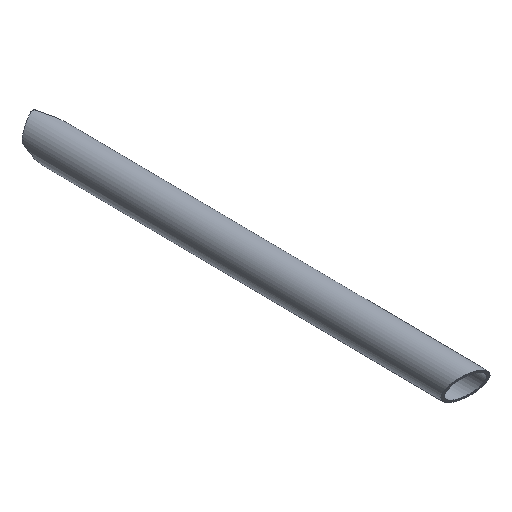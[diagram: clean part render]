
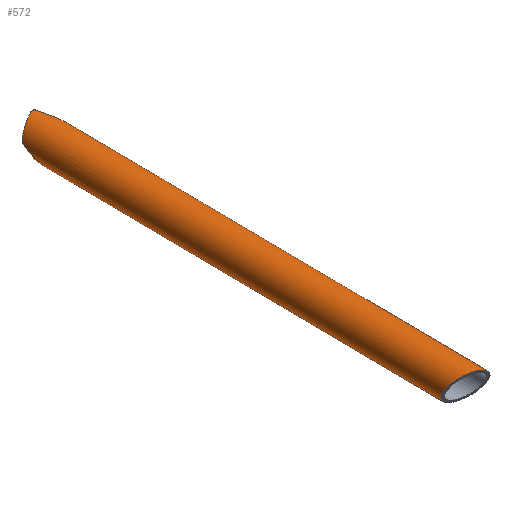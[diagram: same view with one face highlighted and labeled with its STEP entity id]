
A CAD part, top view. The second image highlights one B-rep face of the part: STEP entity #572.
In plain terms, the highlighted cylindrical face has radius 10 mm (diameter 20 mm), a partial arc.
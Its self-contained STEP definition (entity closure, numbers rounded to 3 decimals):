
#58=CARTESIAN_POINT('Control Point',(-2096.059,205.979,283.915)) ;
#59=CARTESIAN_POINT('Control Point',(-2096.342,206.146,284.565)) ;
#60=CARTESIAN_POINT('Control Point',(-2096.686,206.277,285.198)) ;
#61=CARTESIAN_POINT('Control Point',(-2097.09,206.366,285.805)) ;
#62=CARTESIAN_POINT('Control Point',(-2098.,206.457,286.929)) ;
#63=CARTESIAN_POINT('Control Point',(-2099.097,206.375,287.874)) ;
#64=CARTESIAN_POINT('Control Point',(-2099.677,206.292,288.288)) ;
#65=CARTESIAN_POINT('Control Point',(-2100.762,206.074,288.927)) ;
#66=CARTESIAN_POINT('Control Point',(-2101.906,205.742,289.381)) ;
#67=CARTESIAN_POINT('Control Point',(-2102.416,205.576,289.544)) ;
#68=CARTESIAN_POINT('Control Point',(-2103.482,205.194,289.81)) ;
#69=CARTESIAN_POINT('Control Point',(-2104.549,204.743,289.926)) ;
#70=CARTESIAN_POINT('Control Point',(-2105.099,204.492,289.947)) ;
#71=CARTESIAN_POINT('Control Point',(-2106.551,203.785,289.906)) ;
#72=CARTESIAN_POINT('Control Point',(-2107.935,202.993,289.613)) ;
#73=CARTESIAN_POINT('Control Point',(-2108.764,202.474,289.34)) ;
#74=CARTESIAN_POINT('Control Point',(-2110.692,201.157,288.468)) ;
#75=CARTESIAN_POINT('Control Point',(-2112.309,199.778,287.147)) ;
#76=CARTESIAN_POINT('Control Point',(-2113.141,198.956,286.225)) ;
#77=CARTESIAN_POINT('Control Point',(-2114.26,197.639,284.527)) ;
#78=CARTESIAN_POINT('Control Point',(-2114.926,196.413,282.562)) ;
#79=CARTESIAN_POINT('Control Point',(-2115.11,195.958,281.768)) ;
#80=CARTESIAN_POINT('Control Point',(-2115.282,195.237,280.39)) ;
#81=CARTESIAN_POINT('Control Point',(-2115.208,194.612,278.964)) ;
#82=CARTESIAN_POINT('Control Point',(-2115.136,194.377,278.385)) ;
#83=CARTESIAN_POINT('Control Point',(-2114.967,194.066,277.541)) ;
#84=CARTESIAN_POINT('Control Point',(-2114.703,193.805,276.708)) ;
#85=CARTESIAN_POINT('Control Point',(-2114.611,193.728,276.448)) ;
#86=CARTESIAN_POINT('Control Point',(-2114.51,193.657,276.191)) ;
#87=CARTESIAN_POINT('Control Point',(-2114.399,193.591,275.937)) ;
#88=CARTESIAN_POINT('Vertex',(-2096.059,205.979,283.915)) ;
#90=CARTESIAN_POINT('Vertex',(-2114.399,193.591,275.937)) ;
#208=CARTESIAN_POINT('Vertex',(-2282.173,312.117,113.384)) ;
#210=CARTESIAN_POINT('Vertex',(-2280.479,312.879,112.114)) ;
#213=CARTESIAN_POINT('Axis2P3D Location',(-2281.345,303.987,107.621)) ;
#290=CARTESIAN_POINT('Vertex',(-2285.85,299.588,116.622)) ;
#294=CARTESIAN_POINT('Control Point',(-2282.173,312.117,113.384)) ;
#295=CARTESIAN_POINT('Control Point',(-2282.166,311.99,113.565)) ;
#296=CARTESIAN_POINT('Control Point',(-2282.203,311.856,113.743)) ;
#297=CARTESIAN_POINT('Control Point',(-2282.256,311.72,113.915)) ;
#298=CARTESIAN_POINT('Control Point',(-2282.367,311.471,114.212)) ;
#299=CARTESIAN_POINT('Control Point',(-2282.498,311.212,114.493)) ;
#300=CARTESIAN_POINT('Control Point',(-2282.559,311.093,114.617)) ;
#301=CARTESIAN_POINT('Control Point',(-2282.716,310.791,114.918)) ;
#302=CARTESIAN_POINT('Control Point',(-2282.878,310.474,115.201)) ;
#303=CARTESIAN_POINT('Control Point',(-2282.977,310.28,115.365)) ;
#304=CARTESIAN_POINT('Control Point',(-2283.223,309.781,115.758)) ;
#305=CARTESIAN_POINT('Control Point',(-2283.469,309.251,116.11)) ;
#306=CARTESIAN_POINT('Control Point',(-2283.615,308.923,116.306)) ;
#307=CARTESIAN_POINT('Control Point',(-2284.4,307.065,117.302)) ;
#308=CARTESIAN_POINT('Control Point',(-2285.086,304.934,117.81)) ;
#309=CARTESIAN_POINT('Control Point',(-2285.522,303.074,117.84)) ;
#310=CARTESIAN_POINT('Control Point',(-2285.781,301.242,117.423)) ;
#311=CARTESIAN_POINT('Control Point',(-2285.85,299.588,116.622)) ;
#314=CARTESIAN_POINT('Control Point',(-2280.479,312.879,112.114)) ;
#315=CARTESIAN_POINT('Control Point',(-2280.482,312.829,112.213)) ;
#316=CARTESIAN_POINT('Control Point',(-2280.475,312.778,112.311)) ;
#317=CARTESIAN_POINT('Control Point',(-2280.455,312.726,112.407)) ;
#318=CARTESIAN_POINT('Control Point',(-2280.39,312.635,112.57)) ;
#319=CARTESIAN_POINT('Control Point',(-2280.283,312.552,112.713)) ;
#320=CARTESIAN_POINT('Control Point',(-2280.23,312.517,112.771)) ;
#321=CARTESIAN_POINT('Control Point',(-2280.009,312.391,112.978)) ;
#322=CARTESIAN_POINT('Control Point',(-2279.739,312.286,113.139)) ;
#323=CARTESIAN_POINT('Control Point',(-2279.542,312.215,113.245)) ;
#324=CARTESIAN_POINT('Control Point',(-2279.152,312.082,113.436)) ;
#325=CARTESIAN_POINT('Control Point',(-2278.754,311.954,113.61)) ;
#326=CARTESIAN_POINT('Control Point',(-2278.566,311.895,113.689)) ;
#327=CARTESIAN_POINT('Control Point',(-2277.673,311.612,114.054)) ;
#328=CARTESIAN_POINT('Control Point',(-2276.767,311.324,114.383)) ;
#329=CARTESIAN_POINT('Control Point',(-2276.054,311.085,114.635)) ;
#330=CARTESIAN_POINT('Control Point',(-2274.697,310.613,115.091)) ;
#331=CARTESIAN_POINT('Control Point',(-2273.344,310.099,115.512)) ;
#332=CARTESIAN_POINT('Control Point',(-2272.705,309.846,115.704)) ;
#333=CARTESIAN_POINT('Control Point',(-2271.049,309.161,116.18)) ;
#334=CARTESIAN_POINT('Control Point',(-2269.41,308.401,116.597)) ;
#335=CARTESIAN_POINT('Control Point',(-2268.413,307.903,116.83)) ;
#336=CARTESIAN_POINT('Control Point',(-2267.426,307.371,117.035)) ;
#337=CARTESIAN_POINT('Control Point',(-2266.456,306.797,117.206)) ;
#338=CARTESIAN_POINT('Vertex',(-2266.456,306.797,117.206)) ;
#491=CARTESIAN_POINT('Line Origine',(326982.948,-194498.624,322242.377)) ;
#495=CARTESIAN_POINT('Vertex',(-2100.061,208.347,280.)) ;
#498=CARTESIAN_POINT('Line Origine',(326982.948,-194498.624,322242.377)) ;
#503=CARTESIAN_POINT('Line Origine',(326972.763,-194515.837,322242.377)) ;
#507=CARTESIAN_POINT('Vertex',(-2277.204,289.917,116.655)) ;
#543=CARTESIAN_POINT('Axis2P3D Location',(-2193.249,251.864,193.811)) ;
#549=CARTESIAN_POINT('Control Point',(-2285.85,299.588,116.622)) ;
#550=CARTESIAN_POINT('Control Point',(-2285.384,298.781,116.848)) ;
#551=CARTESIAN_POINT('Control Point',(-2284.885,297.987,117.052)) ;
#552=CARTESIAN_POINT('Control Point',(-2284.359,297.203,117.226)) ;
#553=CARTESIAN_POINT('Control Point',(-2283.189,295.571,117.526)) ;
#554=CARTESIAN_POINT('Control Point',(-2281.895,294.01,117.649)) ;
#555=CARTESIAN_POINT('Control Point',(-2281.18,293.214,117.657)) ;
#556=CARTESIAN_POINT('Control Point',(-2279.981,291.999,117.561)) ;
#557=CARTESIAN_POINT('Control Point',(-2278.695,290.929,117.241)) ;
#558=CARTESIAN_POINT('Control Point',(-2278.206,290.556,117.087)) ;
#559=CARTESIAN_POINT('Control Point',(-2277.707,290.215,116.893)) ;
#560=CARTESIAN_POINT('Control Point',(-2277.204,289.917,116.655)) ;
#214=DIRECTION('Axis2P3D Direction',(0.658,-0.39,0.644)) ;
#492=DIRECTION('Vector Direction',(0.658,-0.39,0.644)) ;
#499=DIRECTION('Vector Direction',(0.658,-0.39,0.644)) ;
#504=DIRECTION('Vector Direction',(0.658,-0.39,0.644)) ;
#544=DIRECTION('Axis2P3D Direction',(0.658,-0.39,0.644)) ;
#545=DIRECTION('Axis2P3D XDirection',(0.509,0.861,0.)) ;
#215=AXIS2_PLACEMENT_3D('Circle Axis2P3D',#213,#214,$) ;
#546=AXIS2_PLACEMENT_3D('Cylinder Axis2P3D',#543,#544,#545) ;
#563=ORIENTED_EDGE('',*,*,#509,.T.) ;
#564=ORIENTED_EDGE('',*,*,#92,.F.) ;
#565=ORIENTED_EDGE('',*,*,#502,.F.) ;
#566=ORIENTED_EDGE('',*,*,#497,.F.) ;
#567=ORIENTED_EDGE('',*,*,#340,.F.) ;
#568=ORIENTED_EDGE('',*,*,#217,.T.) ;
#569=ORIENTED_EDGE('',*,*,#312,.T.) ;
#570=ORIENTED_EDGE('',*,*,#561,.T.) ;
#493=VECTOR('Line Direction',#492,1.) ;
#500=VECTOR('Line Direction',#499,1.) ;
#505=VECTOR('Line Direction',#504,1.) ;
#572=ADVANCED_FACE('Corps principal',(#571),#547,.T.) ;
#57=B_SPLINE_CURVE_WITH_KNOTS('',5,(#58,#59,#60,#61,#62,#63,#64,#65,#66,#67,#68,#69,#70,#71,#72,#73,#74,#75,#76,#77,#78,#79,#80,#81,#82,#83,#84,#85,#86,#87),.UNSPECIFIED.,.F.,.U.,(6,3,3,3,3,3,3,3,3,6),(0.,5.151,10.191,14.139,18.4,25.539,35.948,42.515,46.947,48.964),.UNSPECIFIED.) ;
#293=B_SPLINE_CURVE_WITH_KNOTS('',5,(#294,#295,#296,#297,#298,#299,#300,#301,#302,#303,#304,#305,#306,#307,#308,#309,#310,#311),.UNSPECIFIED.,.F.,.U.,(6,3,3,3,3,6),(0.,1.565,2.853,4.78,7.668,20.673),.UNSPECIFIED.) ;
#313=B_SPLINE_CURVE_WITH_KNOTS('',5,(#314,#315,#316,#317,#318,#319,#320,#321,#322,#323,#324,#325,#326,#327,#328,#329,#330,#331,#332,#333,#334,#335,#336,#337),.UNSPECIFIED.,.F.,.U.,(6,3,3,3,3,3,3,6),(0.,0.781,1.386,3.093,4.592,10.202,15.249,23.307),.UNSPECIFIED.) ;
#548=B_SPLINE_CURVE_WITH_KNOTS('',5,(#549,#550,#551,#552,#553,#554,#555,#556,#557,#558,#559,#560),.UNSPECIFIED.,.F.,.U.,(6,3,3,6),(6.883,13.662,21.219,25.684),.UNSPECIFIED.) ;
#216=CIRCLE('generated circle',#215,10.) ;
#547=CYLINDRICAL_SURFACE('generated cylinder',#546,10.) ;
#92=EDGE_CURVE('',#89,#91,#57,.T.) ;
#217=EDGE_CURVE('',#211,#209,#216,.T.) ;
#312=EDGE_CURVE('',#209,#291,#293,.T.) ;
#340=EDGE_CURVE('',#211,#339,#313,.T.) ;
#497=EDGE_CURVE('',#339,#496,#494,.T.) ;
#502=EDGE_CURVE('',#496,#89,#501,.T.) ;
#509=EDGE_CURVE('',#508,#91,#506,.T.) ;
#561=EDGE_CURVE('',#291,#508,#548,.T.) ;
#562=EDGE_LOOP('',(#563,#564,#565,#566,#567,#568,#569,#570)) ;
#571=FACE_OUTER_BOUND('',#562,.T.) ;
#494=LINE('Line',#491,#493) ;
#501=LINE('Line',#498,#500) ;
#506=LINE('Line',#503,#505) ;
#89=VERTEX_POINT('',#88) ;
#91=VERTEX_POINT('',#90) ;
#209=VERTEX_POINT('',#208) ;
#211=VERTEX_POINT('',#210) ;
#291=VERTEX_POINT('',#290) ;
#339=VERTEX_POINT('',#338) ;
#496=VERTEX_POINT('',#495) ;
#508=VERTEX_POINT('',#507) ;
